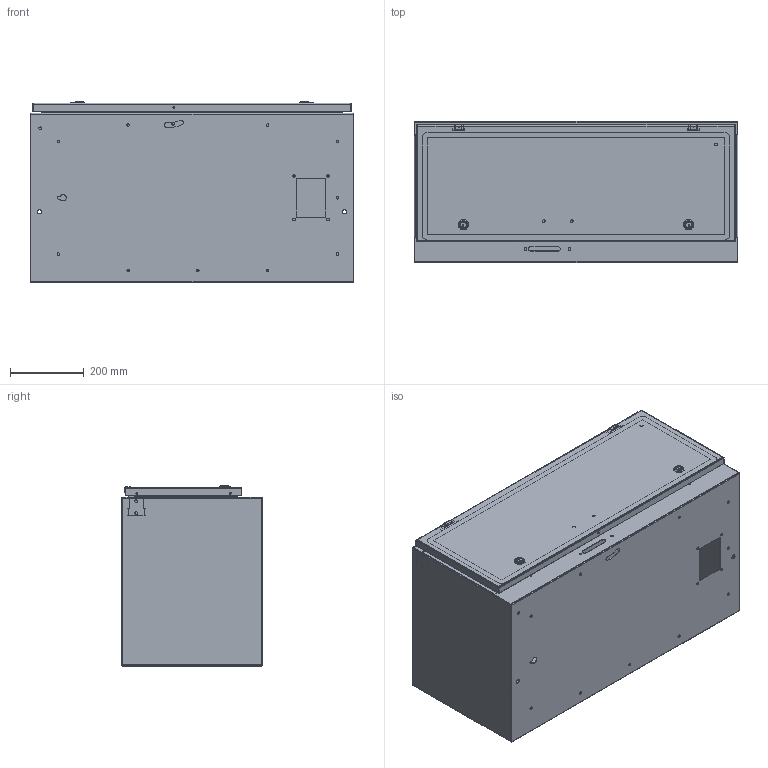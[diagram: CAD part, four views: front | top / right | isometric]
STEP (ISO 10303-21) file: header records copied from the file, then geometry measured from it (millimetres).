
FILE_DESCRIPTION (( 'STEP AP203' ), '1' );
FILE_NAME ('SCE-EXD18.step', '2021-02-09T22:16:22', ( 'ADC123' ), ( 'Microsoft' ), 'SwSTEP 2.0', 'SolidWorks 2019', '' );
FILE_SCHEMA (( 'CONFIG_CONTROL_DESIGN' ));
Products named in the file (1): SCE-EXD18
Bounding box: 876.3 x 381 x 488.45 mm (x, y, z)
Surface area: 4601616.3 mm2 (no closed solid volume)
Topology: 0 solids, 53 shells, 2432 faces, 6210 edges, 3920 vertices
Faces by surface type: plane 1172, cylinder 760, bspline 420, cone 58, torus 22
Full cylindrical faces by diameter (mm): 1.016 x2, 3.454 x2, 3.962 x2, 3.978 x2, 4.318 x6, 4.369 x4, 4.763 x1, 4.775 x4, 4.978 x8, 5 x2, 5.182 x4, 5.207 x4, 5.232 x4, 5.5 x2, 5.537 x2, 6.096 x4, 6.198 x4, 6.299 x6, 6.35 x4, 6.756 x18, 7.112 x4, 7.137 x2, 7.518 x3, 7.62 x1, 8.433 x6, 9.296 x6, 9.322 x6, 9.525 x5, 9.9 x2, 10 x2
Entity records: 97175 total; most frequent: CARTESIAN_POINT 43153, ORIENTED_EDGE 11482, DIRECTION 10188, EDGE_CURVE 5752, VERTEX_POINT 3782, AXIS2_PLACEMENT_3D 3509, VECTOR 3170, LINE 3170
